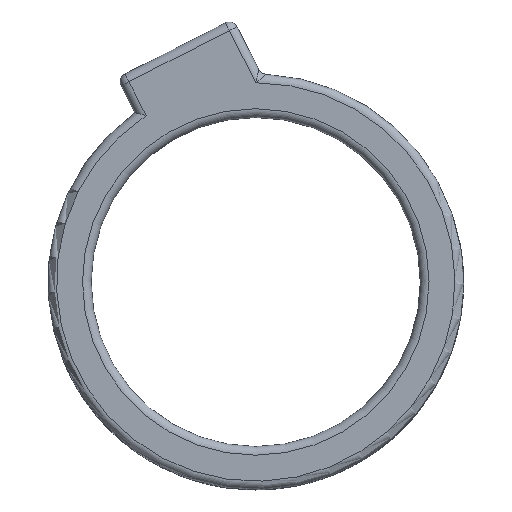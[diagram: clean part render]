
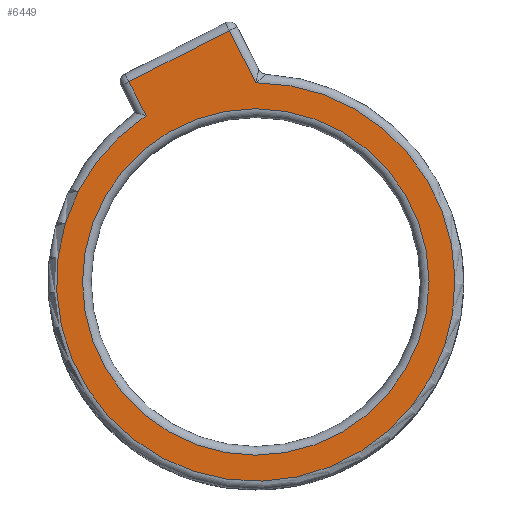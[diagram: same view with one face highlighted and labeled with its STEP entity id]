
A CAD part, top view. The second image highlights one B-rep face of the part: STEP entity #6449.
In plain terms, the highlighted planar face has unit normal (0, 0, 1).
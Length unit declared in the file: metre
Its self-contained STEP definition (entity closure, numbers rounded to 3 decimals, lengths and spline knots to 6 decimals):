
#181=PLANE('',#6957);
#748=LINE('',#9709,#1182);
#749=LINE('',#9712,#1183);
#750=LINE('',#9714,#1184);
#1182=VECTOR('',#7593,1.);
#1183=VECTOR('',#7594,1.);
#1184=VECTOR('',#7595,1.);
#1614=CIRCLE('',#6958,0.02);
#1615=CIRCLE('',#6959,0.023);
#2005=ORIENTED_EDGE('',*,*,#4037,.T.);
#2006=ORIENTED_EDGE('',*,*,#4038,.T.);
#2007=ORIENTED_EDGE('',*,*,#4039,.T.);
#2008=ORIENTED_EDGE('',*,*,#4040,.T.);
#2009=ORIENTED_EDGE('',*,*,#4041,.T.);
#4037=EDGE_CURVE('',#5052,#5052,#1614,.F.);
#4038=EDGE_CURVE('',#5053,#5054,#748,.T.);
#4039=EDGE_CURVE('',#5054,#5055,#749,.T.);
#4040=EDGE_CURVE('',#5055,#5056,#750,.F.);
#4041=EDGE_CURVE('',#5056,#5053,#1615,.T.);
#5052=VERTEX_POINT('',#9708);
#5053=VERTEX_POINT('',#9710);
#5054=VERTEX_POINT('',#9711);
#5055=VERTEX_POINT('',#9713);
#5056=VERTEX_POINT('',#9715);
#5550=EDGE_LOOP('',(#2005));
#5551=EDGE_LOOP('',(#2006,#2007,#2008,#2009));
#5976=FACE_BOUND('',#5550,.T.);
#5977=FACE_BOUND('',#5551,.T.);
#6449=ADVANCED_FACE('',(#5976,#5977),#181,.T.);
#6957=AXIS2_PLACEMENT_3D('',#9706,#7589,#7590);
#6958=AXIS2_PLACEMENT_3D('',#9707,#7591,#7592);
#6959=AXIS2_PLACEMENT_3D('',#9716,#7596,#7597);
#7589=DIRECTION('',(0.,0.,1.));
#7590=DIRECTION('',(1.,0.,0.));
#7591=DIRECTION('',(0.,0.,1.));
#7592=DIRECTION('',(1.,0.,0.));
#7593=DIRECTION('',(-0.454,0.891,0.));
#7594=DIRECTION('',(-0.891,-0.454,0.));
#7595=DIRECTION('',(-0.454,0.891,0.));
#7596=DIRECTION('',(0.,0.,1.));
#7597=DIRECTION('',(1.,0.,0.));
#9706=CARTESIAN_POINT('',(0.,0.,0.006));
#9707=CARTESIAN_POINT('',(0.,0.,0.006));
#9708=CARTESIAN_POINT('',(0.02,0.,0.006));
#9709=CARTESIAN_POINT('',(-0.003518,0.029905,0.006));
#9710=CARTESIAN_POINT('',(0.,0.023,0.006));
#9711=CARTESIAN_POINT('',(-0.003064,0.029014,0.006));
#9712=CARTESIAN_POINT('',(-0.015539,0.022658,0.006));
#9713=CARTESIAN_POINT('',(-0.014648,0.023112,0.006));
#9714=CARTESIAN_POINT('',(-0.013055,0.019986,0.006));
#9715=CARTESIAN_POINT('',(-0.012656,0.019205,0.006));
#9716=CARTESIAN_POINT('',(0.,0.,0.006));
